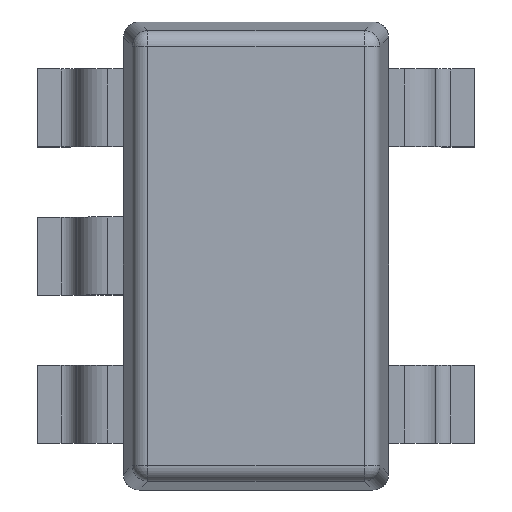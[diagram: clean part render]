
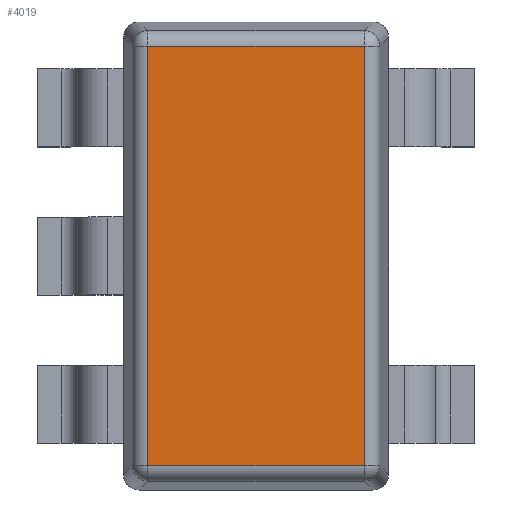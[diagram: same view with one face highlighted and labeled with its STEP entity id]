
A CAD part, top view. The second image highlights one B-rep face of the part: STEP entity #4019.
In plain terms, the highlighted planar face has unit normal (0, 0, 1).
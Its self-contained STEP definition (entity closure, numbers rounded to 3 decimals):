
#3228 = CYLINDRICAL_SURFACE('',#3229,0.1);
#3229 = AXIS2_PLACEMENT_3D('',#3230,#3231,#3232);
#3230 = CARTESIAN_POINT('',(0.156,0.066,1.3));
#3231 = DIRECTION('',(0.,1.,0.));
#3232 = DIRECTION('',(-0.995,0.,0.105));
#3349 = CYLINDRICAL_SURFACE('',#3350,0.1);
#3350 = AXIS2_PLACEMENT_3D('',#3351,#3352,#3353);
#3351 = CARTESIAN_POINT('',(0.066,0.156,1.3));
#3352 = DIRECTION('',(1.,0.,0.));
#3353 = DIRECTION('',(0.,-0.995,0.105));
#3470 = CYLINDRICAL_SURFACE('',#3471,0.1);
#3471 = AXIS2_PLACEMENT_3D('',#3472,#3473,#3474);
#3472 = CARTESIAN_POINT('',(0.066,2.844,1.3));
#3473 = DIRECTION('',(1.,0.,0.));
#3474 = DIRECTION('',(0.,0.995,0.105));
#3546 = CYLINDRICAL_SURFACE('',#3547,0.1);
#3547 = AXIS2_PLACEMENT_3D('',#3548,#3549,#3550);
#3548 = CARTESIAN_POINT('',(1.544,0.066,1.3));
#3549 = DIRECTION('',(0.,1.,0.));
#3550 = DIRECTION('',(0.995,0.,0.105));
#3654 = VERTEX_POINT('',#3655);
#3655 = CARTESIAN_POINT('',(0.156,0.156,1.4));
#3683 = EDGE_CURVE('',#3654,#3684,#3686,.T.);
#3684 = VERTEX_POINT('',#3685);
#3685 = CARTESIAN_POINT('',(0.156,2.844,1.4));
#3686 = SURFACE_CURVE('',#3687,(#3691,#3698),.PCURVE_S1.);
#3687 = LINE('',#3688,#3689);
#3688 = CARTESIAN_POINT('',(0.156,0.066,1.4));
#3689 = VECTOR('',#3690,1.);
#3690 = DIRECTION('',(0.,1.,0.));
#3691 = PCURVE('',#3228,#3692);
#3692 = DEFINITIONAL_REPRESENTATION('',(#3693),#3697);
#3693 = LINE('',#3694,#3695);
#3694 = CARTESIAN_POINT('',(1.466,0.));
#3695 = VECTOR('',#3696,1.);
#3696 = DIRECTION('',(0.,1.));
#3697 = ( GEOMETRIC_REPRESENTATION_CONTEXT(2) 
PARAMETRIC_REPRESENTATION_CONTEXT() REPRESENTATION_CONTEXT('2D SPACE',''
  ) );
#3698 = PCURVE('',#3699,#3704);
#3699 = PLANE('',#3700);
#3700 = AXIS2_PLACEMENT_3D('',#3701,#3702,#3703);
#3701 = CARTESIAN_POINT('',(0.,0.,1.4));
#3702 = DIRECTION('',(0.,0.,1.));
#3703 = DIRECTION('',(1.,0.,0.));
#3704 = DEFINITIONAL_REPRESENTATION('',(#3705),#3709);
#3705 = LINE('',#3706,#3707);
#3706 = CARTESIAN_POINT('',(0.156,0.066));
#3707 = VECTOR('',#3708,1.);
#3708 = DIRECTION('',(0.,1.));
#3709 = ( GEOMETRIC_REPRESENTATION_CONTEXT(2) 
PARAMETRIC_REPRESENTATION_CONTEXT() REPRESENTATION_CONTEXT('2D SPACE',''
  ) );
#3767 = VERTEX_POINT('',#3768);
#3768 = CARTESIAN_POINT('',(1.544,0.156,1.4));
#3788 = EDGE_CURVE('',#3654,#3767,#3789,.T.);
#3789 = SURFACE_CURVE('',#3790,(#3794,#3801),.PCURVE_S1.);
#3790 = LINE('',#3791,#3792);
#3791 = CARTESIAN_POINT('',(0.066,0.156,1.4));
#3792 = VECTOR('',#3793,1.);
#3793 = DIRECTION('',(1.,0.,0.));
#3794 = PCURVE('',#3349,#3795);
#3795 = DEFINITIONAL_REPRESENTATION('',(#3796),#3800);
#3796 = LINE('',#3797,#3798);
#3797 = CARTESIAN_POINT('',(4.817,0.));
#3798 = VECTOR('',#3799,1.);
#3799 = DIRECTION('',(0.,1.));
#3800 = ( GEOMETRIC_REPRESENTATION_CONTEXT(2) 
PARAMETRIC_REPRESENTATION_CONTEXT() REPRESENTATION_CONTEXT('2D SPACE',''
  ) );
#3801 = PCURVE('',#3699,#3802);
#3802 = DEFINITIONAL_REPRESENTATION('',(#3803),#3807);
#3803 = LINE('',#3804,#3805);
#3804 = CARTESIAN_POINT('',(0.066,0.156));
#3805 = VECTOR('',#3806,1.);
#3806 = DIRECTION('',(1.,0.));
#3807 = ( GEOMETRIC_REPRESENTATION_CONTEXT(2) 
PARAMETRIC_REPRESENTATION_CONTEXT() REPRESENTATION_CONTEXT('2D SPACE',''
  ) );
#3891 = EDGE_CURVE('',#3684,#3892,#3894,.T.);
#3892 = VERTEX_POINT('',#3893);
#3893 = CARTESIAN_POINT('',(1.544,2.844,1.4));
#3894 = SURFACE_CURVE('',#3895,(#3899,#3906),.PCURVE_S1.);
#3895 = LINE('',#3896,#3897);
#3896 = CARTESIAN_POINT('',(0.066,2.844,1.4));
#3897 = VECTOR('',#3898,1.);
#3898 = DIRECTION('',(1.,0.,0.));
#3899 = PCURVE('',#3470,#3900);
#3900 = DEFINITIONAL_REPRESENTATION('',(#3901),#3905);
#3901 = LINE('',#3902,#3903);
#3902 = CARTESIAN_POINT('',(1.466,0.));
#3903 = VECTOR('',#3904,1.);
#3904 = DIRECTION('',(0.,1.));
#3905 = ( GEOMETRIC_REPRESENTATION_CONTEXT(2) 
PARAMETRIC_REPRESENTATION_CONTEXT() REPRESENTATION_CONTEXT('2D SPACE',''
  ) );
#3906 = PCURVE('',#3699,#3907);
#3907 = DEFINITIONAL_REPRESENTATION('',(#3908),#3912);
#3908 = LINE('',#3909,#3910);
#3909 = CARTESIAN_POINT('',(0.066,2.844));
#3910 = VECTOR('',#3911,1.);
#3911 = DIRECTION('',(1.,0.));
#3912 = ( GEOMETRIC_REPRESENTATION_CONTEXT(2) 
PARAMETRIC_REPRESENTATION_CONTEXT() REPRESENTATION_CONTEXT('2D SPACE',''
  ) );
#3958 = EDGE_CURVE('',#3767,#3892,#3959,.T.);
#3959 = SURFACE_CURVE('',#3960,(#3964,#3971),.PCURVE_S1.);
#3960 = LINE('',#3961,#3962);
#3961 = CARTESIAN_POINT('',(1.544,0.066,1.4));
#3962 = VECTOR('',#3963,1.);
#3963 = DIRECTION('',(0.,1.,0.));
#3964 = PCURVE('',#3546,#3965);
#3965 = DEFINITIONAL_REPRESENTATION('',(#3966),#3970);
#3966 = LINE('',#3967,#3968);
#3967 = CARTESIAN_POINT('',(4.817,0.));
#3968 = VECTOR('',#3969,1.);
#3969 = DIRECTION('',(0.,1.));
#3970 = ( GEOMETRIC_REPRESENTATION_CONTEXT(2) 
PARAMETRIC_REPRESENTATION_CONTEXT() REPRESENTATION_CONTEXT('2D SPACE',''
  ) );
#3971 = PCURVE('',#3699,#3972);
#3972 = DEFINITIONAL_REPRESENTATION('',(#3973),#3977);
#3973 = LINE('',#3974,#3975);
#3974 = CARTESIAN_POINT('',(1.544,0.066));
#3975 = VECTOR('',#3976,1.);
#3976 = DIRECTION('',(0.,1.));
#3977 = ( GEOMETRIC_REPRESENTATION_CONTEXT(2) 
PARAMETRIC_REPRESENTATION_CONTEXT() REPRESENTATION_CONTEXT('2D SPACE',''
  ) );
#4019 = ADVANCED_FACE('',(#4020),#3699,.T.);
#4020 = FACE_BOUND('',#4021,.T.);
#4021 = EDGE_LOOP('',(#4022,#4023,#4024,#4025));
#4022 = ORIENTED_EDGE('',*,*,#3683,.F.);
#4023 = ORIENTED_EDGE('',*,*,#3788,.T.);
#4024 = ORIENTED_EDGE('',*,*,#3958,.T.);
#4025 = ORIENTED_EDGE('',*,*,#3891,.F.);
